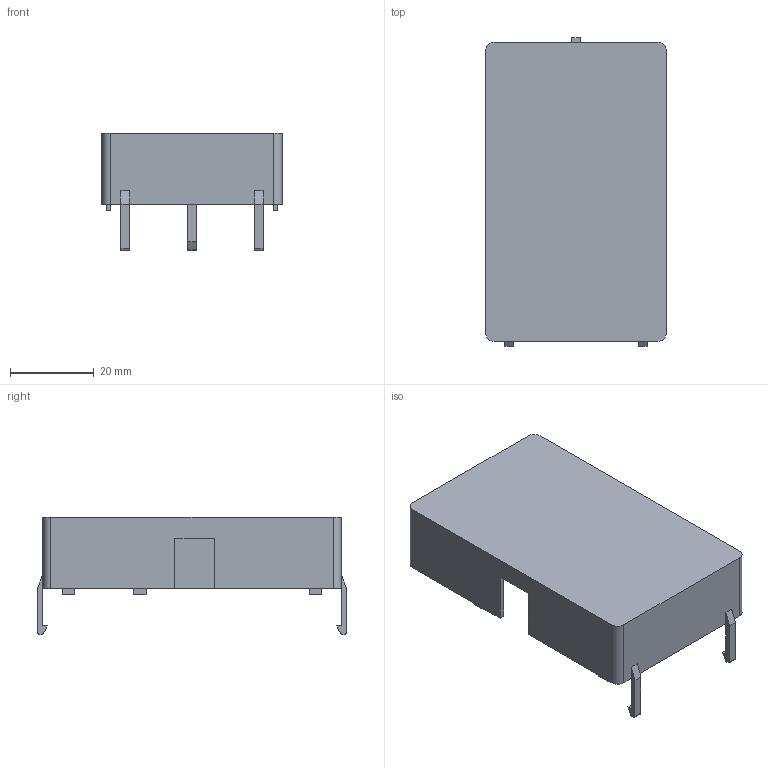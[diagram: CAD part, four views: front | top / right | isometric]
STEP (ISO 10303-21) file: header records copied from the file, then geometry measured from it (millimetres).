
FILE_DESCRIPTION(/* description */ (''),/* implementation_level */ '2;1');
FILE_NAME(/* name */ 'EShutters_Cover.step',/* time_stamp */ '2021-11-06T18:48:57+01:00',/* author */ (''),/* organization */ (''),/* preprocessor_version */ 'ST-DEVELOPER v18.1',/* originating_system */ 'Autodesk Translation Framework v10.10.0.1391',/* authorisation */ '');
FILE_SCHEMA (('AUTOMOTIVE_DESIGN { 1 0 10303 214 3 1 1 }'));
Length unit declared in the file: millimetre
Products named in the file (2): WindowElectroShutters; Cover
Assembly tree (1 placements, depth 2):
  WindowElectroShutters
    Cover
Bounding box: 43.2 x 73.9 x 28.08 mm (x, y, z)
Volume: 7391.1 mm3; surface area: 13594.5 mm2
Topology: 1 solids, 1 shells, 76 faces, 208 edges, 134 vertices
Faces by surface type: plane 62, cylinder 14
Entity records: 2484 total; most frequent: CARTESIAN_POINT 421, ORIENTED_EDGE 416, DIRECTION 394, EDGE_CURVE 208, LINE 180, VECTOR 180, VERTEX_POINT 134, AXIS2_PLACEMENT_3D 107
